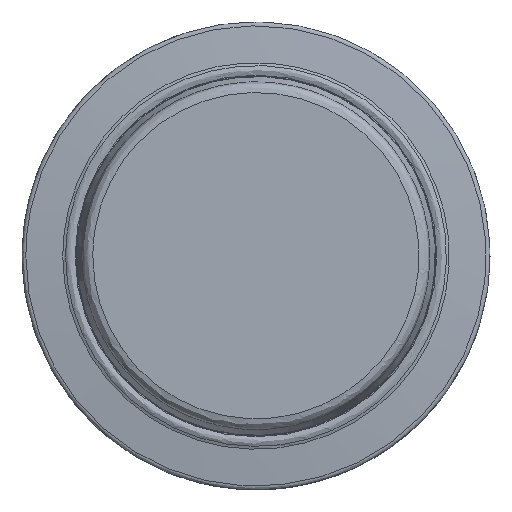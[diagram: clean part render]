
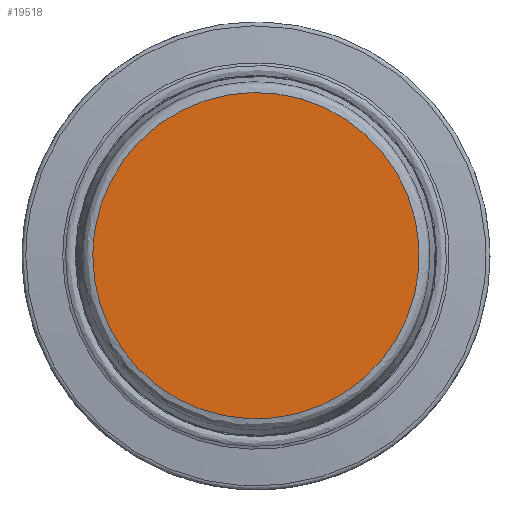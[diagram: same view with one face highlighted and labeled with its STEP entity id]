
A CAD part, top view. The second image highlights one B-rep face of the part: STEP entity #19518.
In plain terms, the highlighted planar face has unit normal (0, 0, 1).
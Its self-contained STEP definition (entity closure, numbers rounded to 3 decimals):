
#12922 = ( BOUNDED_SURFACE() B_SPLINE_SURFACE(2,10,(
    (#12923,#12924,#12925,#12926,#12927,#12928,#12929,#12930,#12931
      ,#12932,#12933,#12934,#12935,#12936,#12937,#12938,#12939,#12940
      ,#12941,#12942)
    ,(#12943,#12944,#12945,#12946,#12947,#12948,#12949,#12950,#12951
      ,#12952,#12953,#12954,#12955,#12956,#12957,#12958,#12959,#12960
      ,#12961,#12962)
    ,(#12963,#12964,#12965,#12966,#12967,#12968,#12969,#12970,#12971
      ,#12972,#12973,#12974,#12975,#12976,#12977,#12978,#12979,#12980
      ,#12981,#12982
)),.UNSPECIFIED.,.F.,.T.,.F.) B_SPLINE_SURFACE_WITH_KNOTS((3,3),(11,9,11
    ),(0.,106.814),(0.,53.407,106.814),
.UNSPECIFIED.) GEOMETRIC_REPRESENTATION_ITEM() RATIONAL_B_SPLINE_SURFACE
((
    (1.,1.,1.,1.,1.,1.
      ,1.,1.,1.,1.,1.,1.,1.,1.,1.,1.,1.,1.,1.,1.)
    ,(0.539,0.539,0.539,0.539
      ,0.539,0.539,0.539,0.539
      ,0.539,0.539,0.539,0.539
      ,0.539,0.539,0.539,0.539
      ,0.539,0.539,0.539,0.539)
    ,(1.,1.,1.,1.,1.,1.
      ,1.,1.,1.,1.,1.,1.,1.,1.,1.,1.,1.,1.,1.,1.
))) REPRESENTATION_ITEM('') SURFACE() );
#12923 = CARTESIAN_POINT('',(-15.345,0.,17.));
#12924 = CARTESIAN_POINT('',(-15.345,-4.751,17.));
#12925 = CARTESIAN_POINT('',(-13.71,-9.574,17.));
#12926 = CARTESIAN_POINT('',(-10.359,-13.793,17.));
#12927 = CARTESIAN_POINT('',(-5.555,-16.666,17.));
#12928 = CARTESIAN_POINT('',(0.004,-17.646,17.));
#12929 = CARTESIAN_POINT('',(5.543,-16.643,17.));
#12930 = CARTESIAN_POINT('',(10.298,-13.801,17.));
#12931 = CARTESIAN_POINT('',(13.662,-9.642,17.));
#12932 = CARTESIAN_POINT('',(15.345,-4.821,17.));
#12933 = CARTESIAN_POINT('',(15.345,4.821,17.));
#12934 = CARTESIAN_POINT('',(13.662,9.642,17.));
#12935 = CARTESIAN_POINT('',(10.298,13.801,17.));
#12936 = CARTESIAN_POINT('',(5.543,16.643,17.));
#12937 = CARTESIAN_POINT('',(0.004,17.646,17.));
#12938 = CARTESIAN_POINT('',(-5.555,16.666,17.));
#12939 = CARTESIAN_POINT('',(-10.359,13.793,17.));
#12940 = CARTESIAN_POINT('',(-13.71,9.574,17.));
#12941 = CARTESIAN_POINT('',(-15.345,4.751,17.));
#12942 = CARTESIAN_POINT('',(-15.345,0.,17.));
#12943 = CARTESIAN_POINT('',(-16.907,0.,17.));
#12944 = CARTESIAN_POINT('',(-16.907,-5.235,17.));
#12945 = CARTESIAN_POINT('',(-15.106,-10.548,17.));
#12946 = CARTESIAN_POINT('',(-11.414,-15.196,17.));
#12947 = CARTESIAN_POINT('',(-6.121,-18.362,17.));
#12948 = CARTESIAN_POINT('',(0.004,-19.441,17.));
#12949 = CARTESIAN_POINT('',(6.107,-18.337,17.));
#12950 = CARTESIAN_POINT('',(11.345,-15.205,17.));
#12951 = CARTESIAN_POINT('',(15.052,-10.623,17.));
#12952 = CARTESIAN_POINT('',(16.907,-5.311,17.));
#12953 = CARTESIAN_POINT('',(16.907,5.311,17.));
#12954 = CARTESIAN_POINT('',(15.052,10.623,17.));
#12955 = CARTESIAN_POINT('',(11.345,15.205,17.));
#12956 = CARTESIAN_POINT('',(6.107,18.337,17.));
#12957 = CARTESIAN_POINT('',(0.004,19.441,17.));
#12958 = CARTESIAN_POINT('',(-6.121,18.362,17.));
#12959 = CARTESIAN_POINT('',(-11.414,15.196,17.));
#12960 = CARTESIAN_POINT('',(-15.106,10.548,17.));
#12961 = CARTESIAN_POINT('',(-16.907,5.235,17.));
#12962 = CARTESIAN_POINT('',(-16.907,0.,17.));
#12963 = CARTESIAN_POINT('',(-16.253,0.,15.582));
#12964 = CARTESIAN_POINT('',(-16.253,-5.032,
    15.582));
#12965 = CARTESIAN_POINT('',(-14.522,-10.141,
    15.582));
#12966 = CARTESIAN_POINT('',(-10.973,-14.609,
    15.582));
#12967 = CARTESIAN_POINT('',(-5.884,-17.653,
    15.582));
#12968 = CARTESIAN_POINT('',(0.004,-18.69,
    15.582));
#12969 = CARTESIAN_POINT('',(5.871,-17.628,
    15.582));
#12970 = CARTESIAN_POINT('',(10.907,-14.617,
    15.582));
#12971 = CARTESIAN_POINT('',(14.471,-10.212,
    15.582));
#12972 = CARTESIAN_POINT('',(16.253,-5.106,
    15.582));
#12973 = CARTESIAN_POINT('',(16.253,5.106,
    15.582));
#12974 = CARTESIAN_POINT('',(14.471,10.212,
    15.582));
#12975 = CARTESIAN_POINT('',(10.907,14.617,
    15.582));
#12976 = CARTESIAN_POINT('',(5.871,17.628,
    15.582));
#12977 = CARTESIAN_POINT('',(0.004,18.69,
    15.582));
#12978 = CARTESIAN_POINT('',(-5.884,17.653,
    15.582));
#12979 = CARTESIAN_POINT('',(-10.973,14.609,
    15.582));
#12980 = CARTESIAN_POINT('',(-14.522,10.141,
    15.582));
#12981 = CARTESIAN_POINT('',(-16.253,5.032,
    15.582));
#12982 = CARTESIAN_POINT('',(-16.253,0.,15.582));
#17113 = VERTEX_POINT('',#17114);
#17114 = CARTESIAN_POINT('',(-15.345,0.,17.));
#17137 = EDGE_CURVE('',#17113,#17113,#17138,.T.);
#17138 = SURFACE_CURVE('',#17139,(#17160,#17167),.PCURVE_S1.);
#17139 = ( BOUNDED_CURVE() B_SPLINE_CURVE(10,(#17140,#17141,#17142,
    #17143,#17144,#17145,#17146,#17147,#17148,#17149,#17150,#17151,
    #17152,#17153,#17154,#17155,#17156,#17157,#17158,#17159),
.UNSPECIFIED.,.T.,.F.) B_SPLINE_CURVE_WITH_KNOTS((11,9,11),(0.,
53.407,106.814),.UNSPECIFIED.) CURVE() 
GEOMETRIC_REPRESENTATION_ITEM() RATIONAL_B_SPLINE_CURVE((1.,1.,1.,
    1.,1.,1.,1.,1.,1.,1.
,1.,1.,1.,1.,1.,1.,1.,1.,1.,1.)) REPRESENTATION_ITEM('') );
#17140 = CARTESIAN_POINT('',(-15.345,0.,17.));
#17141 = CARTESIAN_POINT('',(-15.345,-4.751,17.));
#17142 = CARTESIAN_POINT('',(-13.71,-9.574,17.));
#17143 = CARTESIAN_POINT('',(-10.359,-13.793,17.));
#17144 = CARTESIAN_POINT('',(-5.555,-16.666,17.));
#17145 = CARTESIAN_POINT('',(0.004,-17.646,17.));
#17146 = CARTESIAN_POINT('',(5.543,-16.643,17.));
#17147 = CARTESIAN_POINT('',(10.298,-13.801,17.));
#17148 = CARTESIAN_POINT('',(13.662,-9.642,17.));
#17149 = CARTESIAN_POINT('',(15.345,-4.821,17.));
#17150 = CARTESIAN_POINT('',(15.345,4.821,17.));
#17151 = CARTESIAN_POINT('',(13.662,9.642,17.));
#17152 = CARTESIAN_POINT('',(10.298,13.801,17.));
#17153 = CARTESIAN_POINT('',(5.543,16.643,17.));
#17154 = CARTESIAN_POINT('',(0.004,17.646,17.));
#17155 = CARTESIAN_POINT('',(-5.555,16.666,17.));
#17156 = CARTESIAN_POINT('',(-10.359,13.793,17.));
#17157 = CARTESIAN_POINT('',(-13.71,9.574,17.));
#17158 = CARTESIAN_POINT('',(-15.345,4.751,17.));
#17159 = CARTESIAN_POINT('',(-15.345,0.,17.));
#17160 = PCURVE('',#12922,#17161);
#17161 = DEFINITIONAL_REPRESENTATION('',(#17162),#17166);
#17162 = LINE('',#17163,#17164);
#17163 = CARTESIAN_POINT('',(0.,0.));
#17164 = VECTOR('',#17165,1.);
#17165 = DIRECTION('',(0.,1.));
#17166 = ( GEOMETRIC_REPRESENTATION_CONTEXT(2) 
PARAMETRIC_REPRESENTATION_CONTEXT() REPRESENTATION_CONTEXT('2D SPACE',''
  ) );
#17167 = PCURVE('',#17168,#17173);
#17168 = PLANE('',#17169);
#17169 = AXIS2_PLACEMENT_3D('',#17170,#17171,#17172);
#17170 = CARTESIAN_POINT('',(0.,0.,17.));
#17171 = DIRECTION('',(0.,0.,1.));
#17172 = DIRECTION('',(-1.,0.,0.));
#17173 = DEFINITIONAL_REPRESENTATION('',(#17174),#17195);
#17174 = ( BOUNDED_CURVE() B_SPLINE_CURVE(10,(#17175,#17176,#17177,
    #17178,#17179,#17180,#17181,#17182,#17183,#17184,#17185,#17186,
    #17187,#17188,#17189,#17190,#17191,#17192,#17193,#17194),
.UNSPECIFIED.,.F.,.F.) B_SPLINE_CURVE_WITH_KNOTS((11,9,11),(0.,
53.407,106.814),.UNSPECIFIED.) CURVE() 
GEOMETRIC_REPRESENTATION_ITEM() RATIONAL_B_SPLINE_CURVE((1.,1.,1.,
    1.,1.,1.,1.,1.,1.,1.
,1.,1.,1.,1.,1.,1.,1.,1.,1.,1.)) REPRESENTATION_ITEM('') );
#17175 = CARTESIAN_POINT('',(15.345,0.));
#17176 = CARTESIAN_POINT('',(15.345,4.751));
#17177 = CARTESIAN_POINT('',(13.71,9.574));
#17178 = CARTESIAN_POINT('',(10.359,13.793));
#17179 = CARTESIAN_POINT('',(5.555,16.666));
#17180 = CARTESIAN_POINT('',(-0.004,17.646));
#17181 = CARTESIAN_POINT('',(-5.543,16.643));
#17182 = CARTESIAN_POINT('',(-10.298,13.801));
#17183 = CARTESIAN_POINT('',(-13.662,9.642));
#17184 = CARTESIAN_POINT('',(-15.345,4.821));
#17185 = CARTESIAN_POINT('',(-15.345,-4.821));
#17186 = CARTESIAN_POINT('',(-13.662,-9.642));
#17187 = CARTESIAN_POINT('',(-10.298,-13.801));
#17188 = CARTESIAN_POINT('',(-5.543,-16.643));
#17189 = CARTESIAN_POINT('',(-0.004,-17.646));
#17190 = CARTESIAN_POINT('',(5.555,-16.666));
#17191 = CARTESIAN_POINT('',(10.359,-13.793));
#17192 = CARTESIAN_POINT('',(13.71,-9.574));
#17193 = CARTESIAN_POINT('',(15.345,-4.751));
#17194 = CARTESIAN_POINT('',(15.345,0.));
#17195 = ( GEOMETRIC_REPRESENTATION_CONTEXT(2) 
PARAMETRIC_REPRESENTATION_CONTEXT() REPRESENTATION_CONTEXT('2D SPACE',''
  ) );
#19518 = ADVANCED_FACE('',(#19519),#17168,.T.);
#19519 = FACE_BOUND('',#19520,.T.);
#19520 = EDGE_LOOP('',(#19521));
#19521 = ORIENTED_EDGE('',*,*,#17137,.T.);
